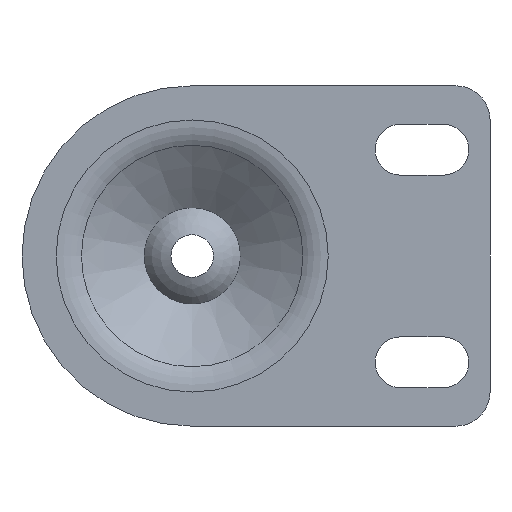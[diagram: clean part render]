
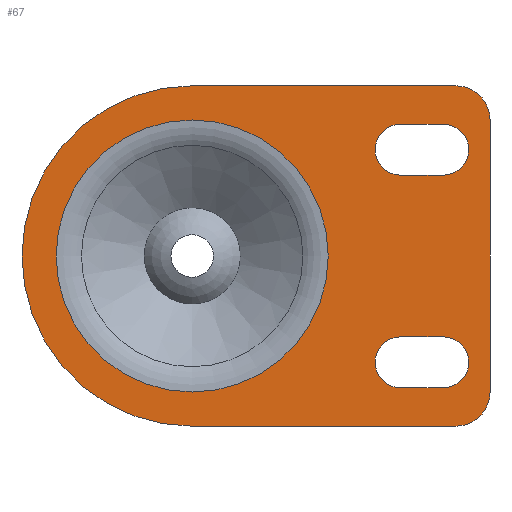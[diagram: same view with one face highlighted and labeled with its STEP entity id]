
A CAD part, front view. The second image highlights one B-rep face of the part: STEP entity #67.
In plain terms, the highlighted planar face has unit normal (0, -1, 0).
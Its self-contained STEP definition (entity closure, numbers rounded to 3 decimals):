
#67 = ADVANCED_FACE( '', ( #149, #150, #151, #152 ), #153, .T. );
#149 = FACE_BOUND( '', #246, .T. );
#150 = FACE_OUTER_BOUND( '', #247, .T. );
#151 = FACE_BOUND( '', #248, .T. );
#152 = FACE_BOUND( '', #249, .T. );
#153 = PLANE( '', #250 );
#246 = EDGE_LOOP( '', ( #381 ) );
#247 = EDGE_LOOP( '', ( #382, #383, #384, #385, #386, #387 ) );
#248 = EDGE_LOOP( '', ( #388, #389, #390, #391 ) );
#249 = EDGE_LOOP( '', ( #392, #393, #394, #395 ) );
#250 = AXIS2_PLACEMENT_3D( '', #396, #397, #398 );
#381 = ORIENTED_EDGE( '', *, *, #549, .F. );
#382 = ORIENTED_EDGE( '', *, *, #547, .T. );
#383 = ORIENTED_EDGE( '', *, *, #528, .F. );
#384 = ORIENTED_EDGE( '', *, *, #508, .F. );
#385 = ORIENTED_EDGE( '', *, *, #550, .F. );
#386 = ORIENTED_EDGE( '', *, *, #551, .F. );
#387 = ORIENTED_EDGE( '', *, *, #541, .F. );
#388 = ORIENTED_EDGE( '', *, *, #552, .T. );
#389 = ORIENTED_EDGE( '', *, *, #553, .T. );
#390 = ORIENTED_EDGE( '', *, *, #554, .T. );
#391 = ORIENTED_EDGE( '', *, *, #555, .T. );
#392 = ORIENTED_EDGE( '', *, *, #534, .T. );
#393 = ORIENTED_EDGE( '', *, *, #556, .T. );
#394 = ORIENTED_EDGE( '', *, *, #557, .T. );
#395 = ORIENTED_EDGE( '', *, *, #558, .T. );
#396 = CARTESIAN_POINT( '', ( 31.975, 0., 0. ) );
#397 = DIRECTION( '', ( 0., -1., 0. ) );
#398 = DIRECTION( '', ( 0., 0., -1. ) );
#508 = EDGE_CURVE( '', #585, #586, #587, .T. );
#528 = EDGE_CURVE( '', #586, #622, #623, .T. );
#534 = EDGE_CURVE( '', #631, #632, #633, .T. );
#541 = EDGE_CURVE( '', #642, #643, #644, .T. );
#547 = EDGE_CURVE( '', #642, #622, #651, .T. );
#549 = EDGE_CURVE( '', #653, #653, #654, .T. );
#550 = EDGE_CURVE( '', #655, #585, #656, .T. );
#551 = EDGE_CURVE( '', #643, #655, #657, .T. );
#552 = EDGE_CURVE( '', #658, #659, #660, .T. );
#553 = EDGE_CURVE( '', #659, #661, #662, .T. );
#554 = EDGE_CURVE( '', #661, #663, #664, .T. );
#555 = EDGE_CURVE( '', #663, #658, #665, .T. );
#556 = EDGE_CURVE( '', #632, #666, #667, .T. );
#557 = EDGE_CURVE( '', #666, #668, #669, .T. );
#558 = EDGE_CURVE( '', #668, #631, #670, .T. );
#585 = VERTEX_POINT( '', #700 );
#586 = VERTEX_POINT( '', #701 );
#587 = CIRCLE( '', #702, 8. );
#622 = VERTEX_POINT( '', #746 );
#623 = LINE( '', #747, #748 );
#631 = VERTEX_POINT( '', #757 );
#632 = VERTEX_POINT( '', #758 );
#633 = CIRCLE( '', #759, 6. );
#642 = VERTEX_POINT( '', #770 );
#643 = VERTEX_POINT( '', #771 );
#644 = LINE( '', #772, #773 );
#651 = CIRCLE( '', #782, 40. );
#653 = VERTEX_POINT( '', #784 );
#654 = CIRCLE( '', #785, 31.975 );
#655 = VERTEX_POINT( '', #786 );
#656 = LINE( '', #787, #788 );
#657 = CIRCLE( '', #789, 8. );
#658 = VERTEX_POINT( '', #790 );
#659 = VERTEX_POINT( '', #791 );
#660 = CIRCLE( '', #792, 6. );
#661 = VERTEX_POINT( '', #793 );
#662 = LINE( '', #794, #795 );
#663 = VERTEX_POINT( '', #796 );
#664 = CIRCLE( '', #797, 6. );
#665 = LINE( '', #798, #799 );
#666 = VERTEX_POINT( '', #800 );
#667 = LINE( '', #801, #802 );
#668 = VERTEX_POINT( '', #803 );
#669 = CIRCLE( '', #804, 6. );
#670 = LINE( '', #805, #806 );
#700 = CARTESIAN_POINT( '', ( 70., 0., -32. ) );
#701 = CARTESIAN_POINT( '', ( 62., 0., -40. ) );
#702 = AXIS2_PLACEMENT_3D( '', #842, #843, #844 );
#746 = CARTESIAN_POINT( '', ( 0., 0., -40. ) );
#747 = CARTESIAN_POINT( '', ( 62., 0., -40. ) );
#748 = VECTOR( '', #878, 1000. );
#757 = CARTESIAN_POINT( '', ( 59., 0., 31. ) );
#758 = CARTESIAN_POINT( '', ( 59., 0., 19. ) );
#759 = AXIS2_PLACEMENT_3D( '', #886, #887, #888 );
#770 = CARTESIAN_POINT( '', ( 0., 0., 40. ) );
#771 = CARTESIAN_POINT( '', ( 62., 0., 40. ) );
#772 = CARTESIAN_POINT( '', ( 0., 0., 40. ) );
#773 = VECTOR( '', #897, 1000. );
#782 = AXIS2_PLACEMENT_3D( '', #903, #904, #905 );
#784 = CARTESIAN_POINT( '', ( 0., 0., -31.975 ) );
#785 = AXIS2_PLACEMENT_3D( '', #906, #907, #908 );
#786 = CARTESIAN_POINT( '', ( 70., 0., 32. ) );
#787 = CARTESIAN_POINT( '', ( 70., 0., 32. ) );
#788 = VECTOR( '', #909, 1000. );
#789 = AXIS2_PLACEMENT_3D( '', #910, #911, #912 );
#790 = CARTESIAN_POINT( '', ( 59., 0., -19. ) );
#791 = CARTESIAN_POINT( '', ( 59., 0., -31. ) );
#792 = AXIS2_PLACEMENT_3D( '', #913, #914, #915 );
#793 = CARTESIAN_POINT( '', ( 49., 0., -31. ) );
#794 = CARTESIAN_POINT( '', ( 59., 0., -31. ) );
#795 = VECTOR( '', #916, 1000. );
#796 = CARTESIAN_POINT( '', ( 49., 0., -19. ) );
#797 = AXIS2_PLACEMENT_3D( '', #917, #918, #919 );
#798 = CARTESIAN_POINT( '', ( 49., 0., -19. ) );
#799 = VECTOR( '', #920, 1000. );
#800 = CARTESIAN_POINT( '', ( 49., 0., 19. ) );
#801 = CARTESIAN_POINT( '', ( 59., 0., 19. ) );
#802 = VECTOR( '', #921, 1000. );
#803 = CARTESIAN_POINT( '', ( 49., 0., 31. ) );
#804 = AXIS2_PLACEMENT_3D( '', #922, #923, #924 );
#805 = CARTESIAN_POINT( '', ( 49., 0., 31. ) );
#806 = VECTOR( '', #925, 1000. );
#842 = CARTESIAN_POINT( '', ( 62., 0., -32. ) );
#843 = DIRECTION( '', ( 0., 1., 0. ) );
#844 = DIRECTION( '', ( 1., 0., 0. ) );
#878 = DIRECTION( '', ( -1., 0., 0. ) );
#886 = CARTESIAN_POINT( '', ( 59., 0., 25. ) );
#887 = DIRECTION( '', ( 0., 1., 0. ) );
#888 = DIRECTION( '', ( 1., 0., 0. ) );
#897 = DIRECTION( '', ( 1., 0., 0. ) );
#903 = CARTESIAN_POINT( '', ( 0., 0., 0. ) );
#904 = DIRECTION( '', ( 0., -1., 0. ) );
#905 = DIRECTION( '', ( 0., 0., -1. ) );
#906 = CARTESIAN_POINT( '', ( 0., 0., 0. ) );
#907 = DIRECTION( '', ( 0., -1., 0. ) );
#908 = DIRECTION( '', ( 0., 0., -1. ) );
#909 = DIRECTION( '', ( 0., 0., -1. ) );
#910 = CARTESIAN_POINT( '', ( 62., 0., 32. ) );
#911 = DIRECTION( '', ( 0., 1., 0. ) );
#912 = DIRECTION( '', ( 1., 0., 0. ) );
#913 = CARTESIAN_POINT( '', ( 59., 0., -25. ) );
#914 = DIRECTION( '', ( 0., 1., 0. ) );
#915 = DIRECTION( '', ( 1., 0., 0. ) );
#916 = DIRECTION( '', ( -1., 0., 0. ) );
#917 = CARTESIAN_POINT( '', ( 49., 0., -25. ) );
#918 = DIRECTION( '', ( 0., 1., 0. ) );
#919 = DIRECTION( '', ( 1., 0., 0. ) );
#920 = DIRECTION( '', ( 1., 0., 0. ) );
#921 = DIRECTION( '', ( -1., 0., 0. ) );
#922 = CARTESIAN_POINT( '', ( 49., 0., 25. ) );
#923 = DIRECTION( '', ( 0., 1., 0. ) );
#924 = DIRECTION( '', ( 1., 0., 0. ) );
#925 = DIRECTION( '', ( 1., 0., 0. ) );
